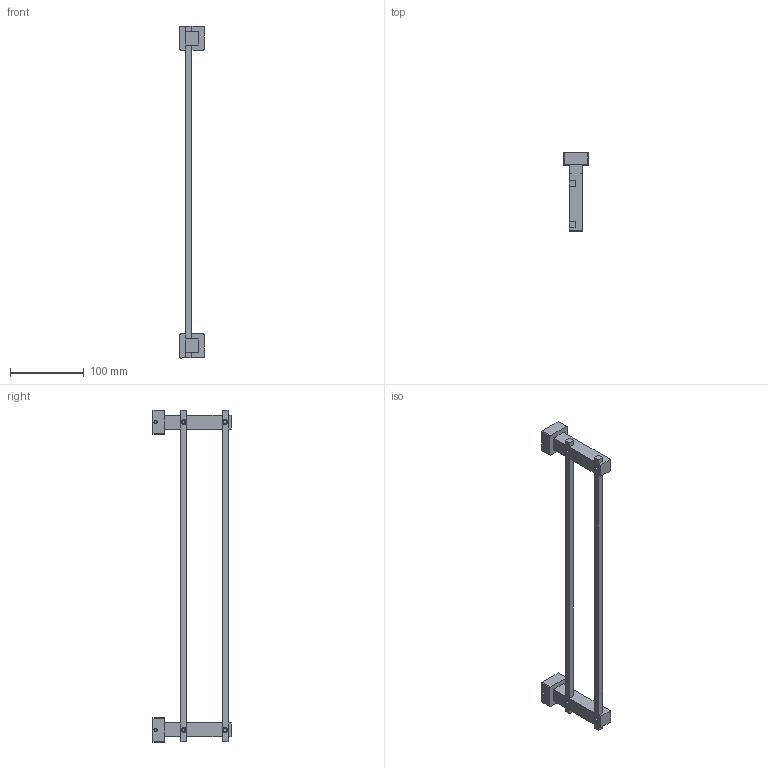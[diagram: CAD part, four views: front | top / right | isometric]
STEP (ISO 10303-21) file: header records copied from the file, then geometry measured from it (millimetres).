
FILE_DESCRIPTION (( 'STEP AP203' ), '1' );
FILE_NAME ('1518D邧裝.STEP', '2016-07-20T00:44:51', ( '迾輿躂瑞' ), ( 'WwW.YlmF.CoM' ), 'SwSTEP 2.0', 'SolidWorks 2012', '' );
FILE_SCHEMA (( 'CONFIG_CONTROL_DESIGN' ));
Length unit declared in the file: millimetre
Products named in the file (6): 15假蚾え; 15釱; 1518等裝筵裝; 囀鞠褒蹟佪M4X8; 15邧裝芛; 1518D邧裝
Assembly tree (12 placements, depth 2):
  1518D邧裝
    15假蚾え  x2
    15釱  x2
    1518等裝筵裝  x2
    囀鞠褒蹟佪M4X8  x4
    15邧裝芛  x2
Bounding box: 32.7 x 106 x 450.7 mm (x, y, z)
Volume: 128923.3 mm3; surface area: 64795.5 mm2
Topology: 12 solids, 12 shells, 422 faces, 1044 edges, 670 vertices
Faces by surface type: cylinder 208, plane 170, cone 20, torus 16, bspline 8
Entity records: 6480 total; most frequent: CARTESIAN_POINT 1759, DIRECTION 822, ORIENTED_EDGE 808, EDGE_CURVE 404, AXIS2_PLACEMENT_3D 292, VERTEX_POINT 262, LINE 238, VECTOR 238
